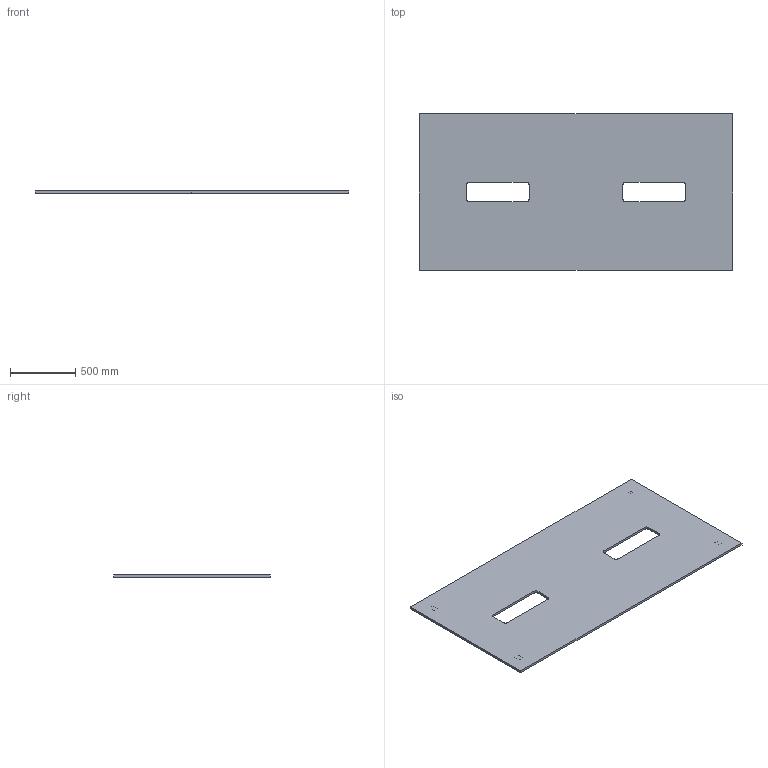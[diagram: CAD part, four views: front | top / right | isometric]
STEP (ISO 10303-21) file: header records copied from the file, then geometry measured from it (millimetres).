
FILE_DESCRIPTION(('CATIA V5 STEP Exchange'),'2;1');
FILE_NAME('TeamDesk_1.6_Plateau.stp','2018-11-01T13:42:21+00:00',('none'),('none'),'CATIA Version 5 Release 20 GA (IN-10)','CATIA V5 STEP AP203','none');
FILE_SCHEMA(('CONFIG_CONTROL_DESIGN'));
Length unit declared in the file: millimetre
Products named in the file (1): TeamDesk_1.6_Plateau
Bounding box: 2400 x 1200 x 18 mm (x, y, z)
Volume: 49169075.1 mm3; surface area: 5653268.8 mm2
Topology: 1 solids, 1 shells, 60 faces, 162 edges, 108 vertices
Faces by surface type: plane 36, cylinder 24
Entity records: 1821 total; most frequent: ORIENTED_EDGE 324, CARTESIAN_POINT 316, DIRECTION 252, EDGE_CURVE 162, VECTOR 114, LINE 114, VERTEX_POINT 108, AXIS2_PLACEMENT_3D 94
